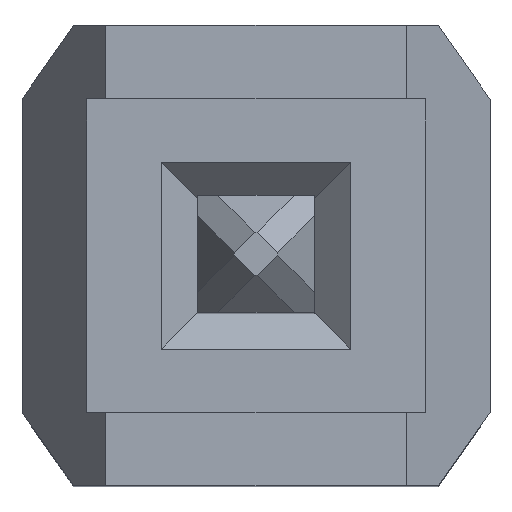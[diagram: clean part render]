
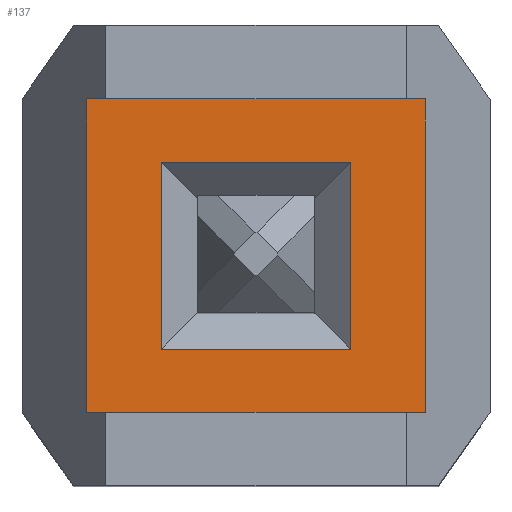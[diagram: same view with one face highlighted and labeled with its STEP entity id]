
A CAD part, top view. The second image highlights one B-rep face of the part: STEP entity #137.
In plain terms, the highlighted planar face has unit normal (0, 0, 1).
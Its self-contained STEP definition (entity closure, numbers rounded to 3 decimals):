
#137=ADVANCED_FACE('',(#344,#345),#346,.T.);
#344=FACE_OUTER_BOUND('',#622,.T.);
#345=FACE_BOUND('',#623,.T.);
#346=PLANE('',#624);
#622=EDGE_LOOP('',(#952,#953,#954,#955));
#623=EDGE_LOOP('',(#956,#957,#958,#959));
#624=AXIS2_PLACEMENT_3D('',#960,#961,#962);
#952=ORIENTED_EDGE('',*,*,#1709,.T.);
#953=ORIENTED_EDGE('',*,*,#1727,.T.);
#954=ORIENTED_EDGE('',*,*,#1725,.T.);
#955=ORIENTED_EDGE('',*,*,#1728,.T.);
#956=ORIENTED_EDGE('',*,*,#1729,.F.);
#957=ORIENTED_EDGE('',*,*,#1730,.F.);
#958=ORIENTED_EDGE('',*,*,#1731,.F.);
#959=ORIENTED_EDGE('',*,*,#1732,.F.);
#960=CARTESIAN_POINT('',(0.,0.,2.5));
#961=DIRECTION('',(0.,0.0,1.0));
#962=DIRECTION('',(1.0,0.,0.));
#1709=EDGE_CURVE('',#2058,#2056,#2059,.T.);
#1725=EDGE_CURVE('',#2079,#2081,#2083,.T.);
#1727=EDGE_CURVE('',#2056,#2079,#2085,.T.);
#1728=EDGE_CURVE('',#2081,#2058,#2086,.T.);
#1729=EDGE_CURVE('',#2087,#2088,#2089,.T.);
#1730=EDGE_CURVE('',#2090,#2087,#2091,.T.);
#1731=EDGE_CURVE('',#2092,#2090,#2093,.T.);
#1732=EDGE_CURVE('',#2088,#2092,#2094,.T.);
#2056=VERTEX_POINT('',#2559);
#2058=VERTEX_POINT('',#2562);
#2059=LINE('',#2563,#2564);
#2079=VERTEX_POINT('',#2594);
#2081=VERTEX_POINT('',#2597);
#2083=LINE('',#2600,#2601);
#2085=LINE('',#2603,#2604);
#2086=LINE('',#2605,#2606);
#2087=VERTEX_POINT('',#2607);
#2088=VERTEX_POINT('',#2608);
#2089=LINE('',#2609,#2610);
#2090=VERTEX_POINT('',#2611);
#2091=LINE('',#2612,#2613);
#2092=VERTEX_POINT('',#2614);
#2093=LINE('',#2615,#2616);
#2094=LINE('',#2617,#2618);
#2559=CARTESIAN_POINT('',(0.92,-0.85,2.5));
#2562=CARTESIAN_POINT('',(-0.92,-0.85,2.5));
#2563=CARTESIAN_POINT('',(-0.92,-0.85,2.5));
#2564=VECTOR('',#3188,1.84);
#2594=CARTESIAN_POINT('',(0.92,0.85,2.5));
#2597=CARTESIAN_POINT('',(-0.92,0.85,2.5));
#2600=CARTESIAN_POINT('',(0.92,0.85,2.5));
#2601=VECTOR('',#3201,1.84);
#2603=CARTESIAN_POINT('',(0.92,-0.85,2.5));
#2604=VECTOR('',#3202,1.7);
#2605=CARTESIAN_POINT('',(-0.92,0.85,2.5));
#2606=VECTOR('',#3203,1.7);
#2607=CARTESIAN_POINT('',(-0.515,0.508,2.5));
#2608=CARTESIAN_POINT('',(-0.515,-0.508,2.5));
#2609=CARTESIAN_POINT('',(-0.515,0.508,2.5));
#2610=VECTOR('',#3204,1.015);
#2611=CARTESIAN_POINT('',(0.515,0.508,2.5));
#2612=CARTESIAN_POINT('',(0.515,0.508,2.5));
#2613=VECTOR('',#3205,1.03);
#2614=CARTESIAN_POINT('',(0.515,-0.508,2.5));
#2615=CARTESIAN_POINT('',(0.515,-0.508,2.5));
#2616=VECTOR('',#3206,1.015);
#2617=CARTESIAN_POINT('',(-0.515,-0.508,2.5));
#2618=VECTOR('',#3207,1.03);
#3188=DIRECTION('',(1.0,0.,0.));
#3201=DIRECTION('',(-1.0,0.,0.));
#3202=DIRECTION('',(0.,1.0,0.0));
#3203=DIRECTION('',(0.,-1.0,0.0));
#3204=DIRECTION('',(0.,-1.0,0.0));
#3205=DIRECTION('',(-1.0,0.,0.));
#3206=DIRECTION('',(0.,1.0,0.0));
#3207=DIRECTION('',(1.0,0.,0.));
